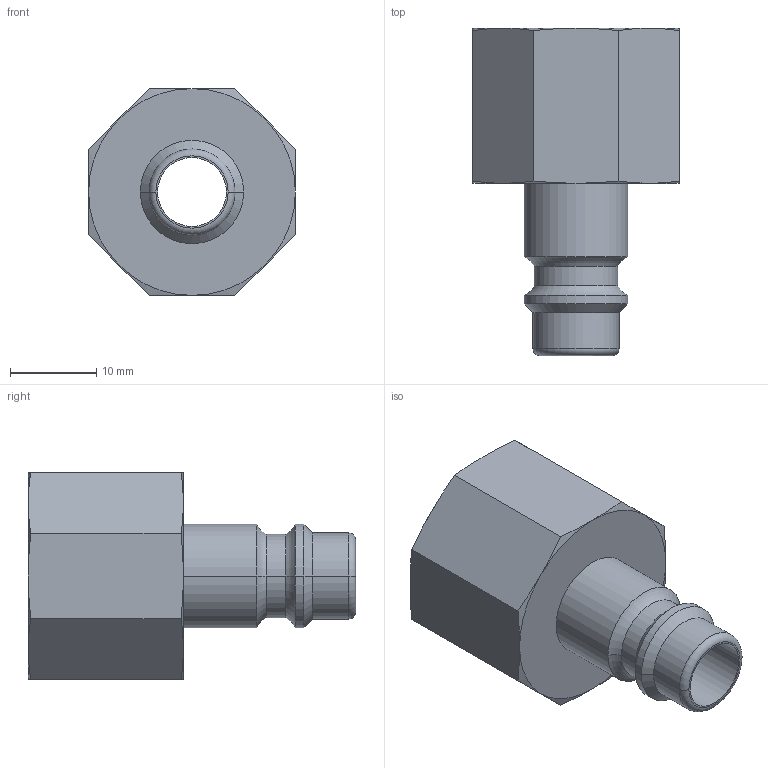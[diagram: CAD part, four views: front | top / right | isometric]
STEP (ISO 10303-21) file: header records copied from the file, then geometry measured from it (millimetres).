
FILE_DESCRIPTION((''),'2;1');
FILE_NAME('258220_538M-1-2','2013-04-19T',('avs330'),(''),'PRO/ENGINEER BY PARAMETRIC TECHNOLOGY CORPORATION, 2011490','PRO/ENGINEER BY PARAMETRIC TECHNOLOGY CORPORATION, 2011490','');
FILE_SCHEMA(('CONFIG_CONTROL_DESIGN'));
Length unit declared in the file: millimetre
Products named in the file (1): 258220_538M-1-2
Bounding box: 24 x 38 x 24 mm (x, y, z)
Volume: 5138.7 mm3; surface area: 4386.6 mm2
Topology: 1 solids, 1 shells, 52 faces, 110 edges, 62 vertices
Faces by surface type: cone 22, plane 12, cylinder 12, torus 6
Entity records: 1486 total; most frequent: CARTESIAN_POINT 358, DIRECTION 234, ORIENTED_EDGE 220, EDGE_CURVE 110, AXIS2_PLACEMENT_3D 104, VERTEX_POINT 62, EDGE_LOOP 56, FACE_OUTER_BOUND 52
